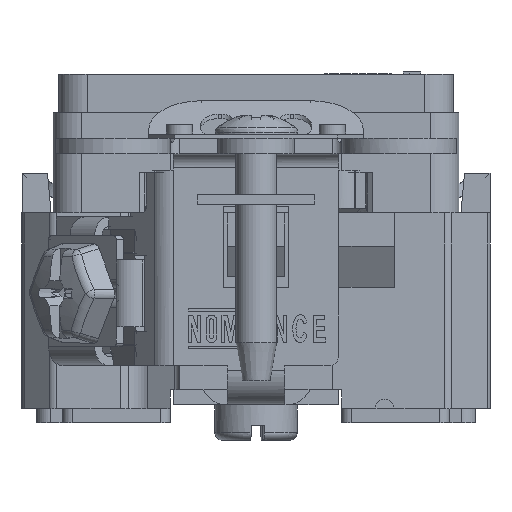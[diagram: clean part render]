
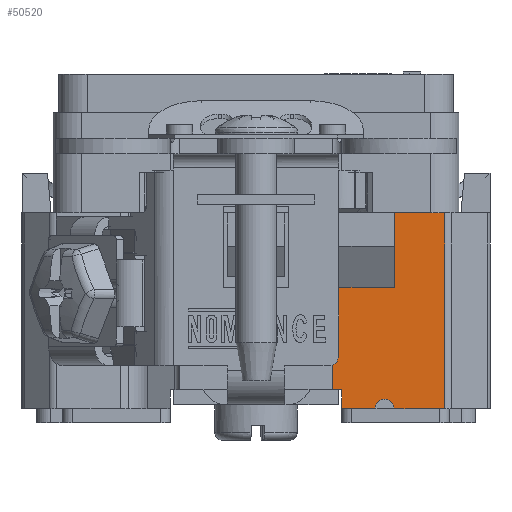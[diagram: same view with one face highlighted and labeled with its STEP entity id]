
A CAD part, front view. The second image highlights one B-rep face of the part: STEP entity #50520.
In plain terms, the highlighted planar face has unit normal (0, -1, 0).
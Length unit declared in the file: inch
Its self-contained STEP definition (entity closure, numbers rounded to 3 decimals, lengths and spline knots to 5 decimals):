
#203 = AXIS2_PLACEMENT_3D ( 'NONE', #58568, #86054, #97562 ) ;
#3975 = ORIENTED_EDGE ( 'NONE', *, *, #78528, .F. ) ;
#4821 = CARTESIAN_POINT ( 'NONE',  ( 0.61666, -1.2135, -0.32 ) ) ;
#5331 = VERTEX_POINT ( 'NONE', #81139 ) ;
#5459 = ORIENTED_EDGE ( 'NONE', *, *, #30552, .F. ) ;
#5611 = CARTESIAN_POINT ( 'NONE',  ( 0., -1.2135, -0.32 ) ) ;
#6220 = LINE ( 'NONE', #5611, #63211 ) ;
#7027 = EDGE_CURVE ( 'NONE', #65889, #76727, #121849, .T. ) ;
#12742 = EDGE_CURVE ( 'NONE', #58158, #111703, #96261, .T. ) ;
#13790 = LINE ( 'NONE', #4821, #62700 ) ;
#17552 = VECTOR ( 'NONE', #62345, 39.37008 ) ;
#24683 = CARTESIAN_POINT ( 'NONE',  ( 0.453, -1.2135, 0.32 ) ) ;
#29249 = VERTEX_POINT ( 'NONE', #89855 ) ;
#30552 = EDGE_CURVE ( 'NONE', #97806, #58158, #103713, .T. ) ;
#31079 = CARTESIAN_POINT ( 'NONE',  ( 0., -1.2135, 0.32 ) ) ;
#34251 = DIRECTION ( 'NONE',  ( 0., 0., 1. ) ) ;
#37769 = CARTESIAN_POINT ( 'NONE',  ( 0.451, -1.2135, -0.32 ) ) ;
#39823 = CIRCLE ( 'NONE', #41797, 0.031 ) ;
#41797 = AXIS2_PLACEMENT_3D ( 'NONE', #122857, #44054, #53709 ) ;
#43935 = CARTESIAN_POINT ( 'NONE',  ( 0.25122, -1.2135, -0.32 ) ) ;
#44054 = DIRECTION ( 'NONE',  ( 0., -1., 0. ) ) ;
#44230 = VERTEX_POINT ( 'NONE', #71664 ) ;
#46170 = ORIENTED_EDGE ( 'NONE', *, *, #78046, .F. ) ;
#47127 = EDGE_LOOP ( 'NONE', ( #46170, #97809, #102443, #91183, #84695, #3975, #94318, #80961, #79930, #5459 ) ) ;
#50520 = ADVANCED_FACE ( 'NONE', ( #53505 ), #63742, .T. ) ;
#51485 = CARTESIAN_POINT ( 'NONE',  ( 0., -1.2135, -0.32 ) ) ;
#53505 = FACE_OUTER_BOUND ( 'NONE', #47127, .T. ) ;
#53709 = DIRECTION ( 'NONE',  ( 0., 0., -1. ) ) ;
#55315 = VERTEX_POINT ( 'NONE', #116377 ) ;
#55660 = VERTEX_POINT ( 'NONE', #24683 ) ;
#56417 = DIRECTION ( 'NONE',  ( -1., 0., 0. ) ) ;
#57608 = EDGE_CURVE ( 'NONE', #5331, #55315, #6220, .T. ) ;
#58158 = VERTEX_POINT ( 'NONE', #85731 ) ;
#58568 = CARTESIAN_POINT ( 'NONE',  ( 0., -1.2135, -0.32 ) ) ;
#59807 = EDGE_CURVE ( 'NONE', #29249, #55660, #91212, .T. ) ;
#61115 = EDGE_CURVE ( 'NONE', #65889, #55315, #39823, .T. ) ;
#61583 = CARTESIAN_POINT ( 'NONE',  ( 0.61666, -1.2135, -0.32 ) ) ;
#62345 = DIRECTION ( 'NONE',  ( 1., 0., 0. ) ) ;
#62700 = VECTOR ( 'NONE', #119221, 39.37008 ) ;
#63211 = VECTOR ( 'NONE', #64900, 39.37008 ) ;
#63742 = PLANE ( 'NONE',  #203 ) ;
#64749 = EDGE_CURVE ( 'NONE', #76727, #44230, #13790, .T. ) ;
#64900 = DIRECTION ( 'NONE',  ( 1., 0., 0. ) ) ;
#65153 = CARTESIAN_POINT ( 'NONE',  ( 0.25122, -1.2135, 0.076 ) ) ;
#65889 = VERTEX_POINT ( 'NONE', #37769 ) ;
#66216 = DIRECTION ( 'NONE',  ( 0., 0., 1. ) ) ;
#71664 = CARTESIAN_POINT ( 'NONE',  ( 0.61666, -1.2135, 0.32 ) ) ;
#75609 = CARTESIAN_POINT ( 'NONE',  ( 0., -1.2135, -0.258 ) ) ;
#76727 = VERTEX_POINT ( 'NONE', #61583 ) ;
#78046 = EDGE_CURVE ( 'NONE', #5331, #97806, #85755, .T. ) ;
#78528 = EDGE_CURVE ( 'NONE', #55660, #44230, #118749, .T. ) ;
#79930 = ORIENTED_EDGE ( 'NONE', *, *, #12742, .F. ) ;
#80961 = ORIENTED_EDGE ( 'NONE', *, *, #81522, .F. ) ;
#81139 = CARTESIAN_POINT ( 'NONE',  ( 0.281, -1.2135, -0.32 ) ) ;
#81522 = EDGE_CURVE ( 'NONE', #111703, #29249, #122824, .T. ) ;
#84509 = DIRECTION ( 'NONE',  ( 0., 0., 1. ) ) ;
#84695 = ORIENTED_EDGE ( 'NONE', *, *, #64749, .T. ) ;
#85731 = CARTESIAN_POINT ( 'NONE',  ( 0.25122, -1.2135, -0.258 ) ) ;
#85755 = LINE ( 'NONE', #124856, #115246 ) ;
#86054 = DIRECTION ( 'NONE',  ( 0., -1., 0. ) ) ;
#86495 = CARTESIAN_POINT ( 'NONE',  ( 0.281, -1.2135, -0.258 ) ) ;
#88720 = VECTOR ( 'NONE', #66216, 39.37008 ) ;
#89855 = CARTESIAN_POINT ( 'NONE',  ( 0.453, -1.2135, 0.076 ) ) ;
#91183 = ORIENTED_EDGE ( 'NONE', *, *, #7027, .T. ) ;
#91212 = LINE ( 'NONE', #100830, #102803 ) ;
#94318 = ORIENTED_EDGE ( 'NONE', *, *, #59807, .F. ) ;
#95209 = DIRECTION ( 'NONE',  ( 1., 0., 0. ) ) ;
#96261 = LINE ( 'NONE', #43935, #88720 ) ;
#97562 = DIRECTION ( 'NONE',  ( 0., 0., -1. ) ) ;
#97806 = VERTEX_POINT ( 'NONE', #86495 ) ;
#97809 = ORIENTED_EDGE ( 'NONE', *, *, #57608, .T. ) ;
#100830 = CARTESIAN_POINT ( 'NONE',  ( 0.453, -1.2135, -0.32 ) ) ;
#102443 = ORIENTED_EDGE ( 'NONE', *, *, #61115, .F. ) ;
#102803 = VECTOR ( 'NONE', #34251, 39.37008 ) ;
#103713 = LINE ( 'NONE', #75609, #122447 ) ;
#104170 = CARTESIAN_POINT ( 'NONE',  ( 0.25122, -1.2135, 0.076 ) ) ;
#107161 = VECTOR ( 'NONE', #109092, 39.37008 ) ;
#109092 = DIRECTION ( 'NONE',  ( 1., 0., 0. ) ) ;
#111703 = VERTEX_POINT ( 'NONE', #65153 ) ;
#115246 = VECTOR ( 'NONE', #84509, 39.37008 ) ;
#116377 = CARTESIAN_POINT ( 'NONE',  ( 0.389, -1.2135, -0.32 ) ) ;
#118749 = LINE ( 'NONE', #31079, #107161 ) ;
#119221 = DIRECTION ( 'NONE',  ( 0., 0., 1. ) ) ;
#121849 = LINE ( 'NONE', #51485, #17552 ) ;
#122447 = VECTOR ( 'NONE', #56417, 39.37008 ) ;
#122824 = LINE ( 'NONE', #104170, #126182 ) ;
#122857 = CARTESIAN_POINT ( 'NONE',  ( 0.42, -1.2135, -0.32 ) ) ;
#124856 = CARTESIAN_POINT ( 'NONE',  ( 0.281, -1.2135, -0.32 ) ) ;
#126182 = VECTOR ( 'NONE', #95209, 39.37008 ) ;
